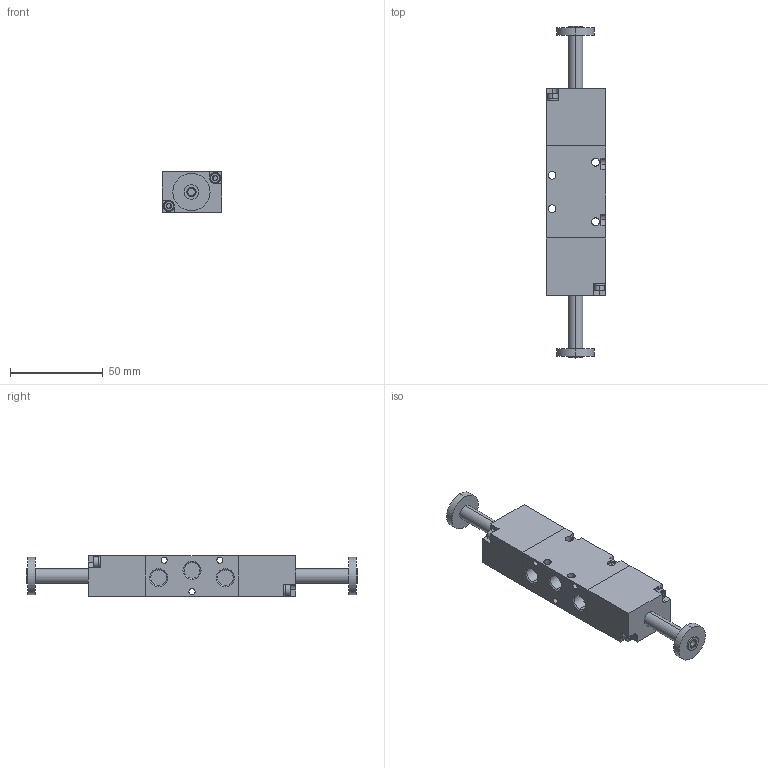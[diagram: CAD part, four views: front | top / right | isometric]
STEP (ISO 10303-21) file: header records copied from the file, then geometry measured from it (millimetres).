
FILE_DESCRIPTION(('HOOPS Exchange Step'),'2;1');
FILE_NAME('export-E707B2EC-04FD-48B2-B1AA-18FDFF288139.stp','2021-10-28T15:38:08+02:00',('User'),('Alibre'),'HOOPS Exchange 2020.1','Alibre','Unknown authorisation');
FILE_SCHEMA( ('AP242_MANAGED_MODEL_BASED_3D_ENGINEERING_MIM_LF {1 0 10303 442 1 1 4 }') );
Length unit declared in the file: millimetre
Products named in the file (6): 5750-2 7010021200 BIstable valve 5-2 1-8''; 5750-4 7010021200 BIstable valve 5-2 1-8'' Washer ISO 8738 3; 5750-5 7010021200 BIstable valve 5-2 1-8'' DIN 912 M3x12; 5750-3 7010021200 BIstable valve 5-2 1-8''; 5750-1 7010021200 BIstable valve 5-2 1-8''; 5750 7010021200 BIstable valve 5-2 1-8''
Bounding box: 32 x 178.5 x 22 mm (x, y, z)
Volume: 78410.4 mm3; surface area: 23489.3 mm2
Topology: 7 solids, 99 shells, 286 faces, 825 edges, 628 vertices
Faces by surface type: plane 130, cylinder 94, cone 38, torus 24
Entity records: 7320 total; most frequent: CARTESIAN_POINT 2572, DIRECTION 1011, ORIENTED_EDGE 824, EDGE_CURVE 459, AXIS2_PLACEMENT_3D 385, VERTEX_POINT 322, VECTOR 241, LINE 241
